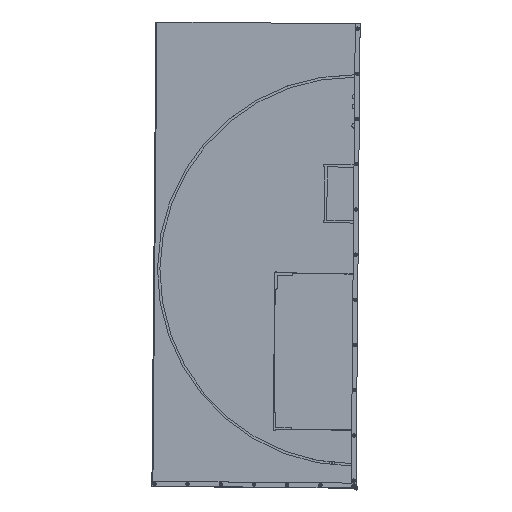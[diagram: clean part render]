
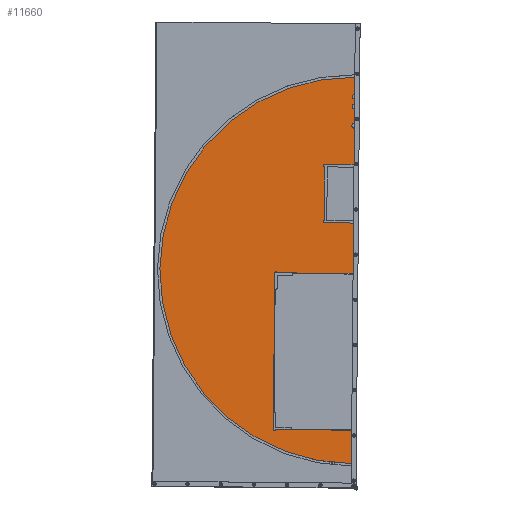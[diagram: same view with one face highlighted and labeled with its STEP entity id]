
A CAD part, top view. The second image highlights one B-rep face of the part: STEP entity #11660.
In plain terms, the highlighted planar face has unit normal (0, 0, 1).
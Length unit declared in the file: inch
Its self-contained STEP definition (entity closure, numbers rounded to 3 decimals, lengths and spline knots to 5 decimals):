
#1477=FACE_OUTER_BOUND('',#2307,.T.);
#2307=EDGE_LOOP('',(#10576,#10577,#10578,#10579,#10580,#10581,#10582,#10583,
#10584,#10585,#10586,#10587,#10588,#10589,#10590,#10591,#10592,#10593,#10594,
#10595));
#2772=CIRCLE('',#13150,0.5);
#2774=CIRCLE('',#13154,0.25);
#2776=CIRCLE('',#13159,0.25);
#2778=CIRCLE('',#13162,0.5);
#2780=CIRCLE('',#13165,39.75);
#2782=CIRCLE('',#13168,0.5);
#2784=CIRCLE('',#13172,0.25);
#2786=CIRCLE('',#13176,0.25);
#3706=LINE('',#23292,#4712);
#3711=LINE('',#23306,#4717);
#3714=LINE('',#23313,#4720);
#3724=LINE('',#23352,#4730);
#3729=LINE('',#23366,#4735);
#3733=LINE('',#23378,#4739);
#3742=LINE('',#23390,#4748);
#3743=LINE('',#23392,#4749);
#3744=LINE('',#23394,#4750);
#3745=LINE('',#23396,#4751);
#3746=LINE('',#23398,#4752);
#3747=LINE('',#23400,#4753);
#4712=VECTOR('',#16520,0.3937);
#4717=VECTOR('',#16533,0.3937);
#4720=VECTOR('',#16538,0.3937);
#4730=VECTOR('',#16574,0.3937);
#4735=VECTOR('',#16587,0.3937);
#4739=VECTOR('',#16599,0.3937);
#4748=VECTOR('',#16612,0.3937);
#4749=VECTOR('',#16615,0.3937);
#4750=VECTOR('',#16618,0.3937);
#4751=VECTOR('',#16621,0.3937);
#4752=VECTOR('',#16624,0.3937);
#4753=VECTOR('',#16627,0.3937);
#5802=VERTEX_POINT('',#23281);
#5803=VERTEX_POINT('',#23282);
#5806=VERTEX_POINT('',#23290);
#5807=VERTEX_POINT('',#23291);
#5810=VERTEX_POINT('',#23299);
#5812=VERTEX_POINT('',#23305);
#5814=VERTEX_POINT('',#23311);
#5815=VERTEX_POINT('',#23312);
#5818=VERTEX_POINT('',#23323);
#5819=VERTEX_POINT('',#23324);
#5822=VERTEX_POINT('',#23332);
#5823=VERTEX_POINT('',#23333);
#5826=VERTEX_POINT('',#23341);
#5827=VERTEX_POINT('',#23342);
#5830=VERTEX_POINT('',#23350);
#5831=VERTEX_POINT('',#23351);
#5834=VERTEX_POINT('',#23359);
#5836=VERTEX_POINT('',#23365);
#5838=VERTEX_POINT('',#23371);
#5840=VERTEX_POINT('',#23377);
#7374=EDGE_CURVE('',#5802,#5803,#2772,.T.);
#7378=EDGE_CURVE('',#5806,#5807,#3706,.T.);
#7382=EDGE_CURVE('',#5810,#5806,#2774,.T.);
#7385=EDGE_CURVE('',#5812,#5810,#3711,.T.);
#7388=EDGE_CURVE('',#5814,#5815,#3714,.T.);
#7392=EDGE_CURVE('',#5807,#5814,#2776,.T.);
#7394=EDGE_CURVE('',#5818,#5819,#2778,.T.);
#7398=EDGE_CURVE('',#5822,#5823,#2780,.T.);
#7402=EDGE_CURVE('',#5826,#5827,#2782,.T.);
#7406=EDGE_CURVE('',#5830,#5831,#3724,.T.);
#7410=EDGE_CURVE('',#5834,#5830,#2784,.T.);
#7413=EDGE_CURVE('',#5836,#5834,#3729,.T.);
#7416=EDGE_CURVE('',#5838,#5836,#2786,.T.);
#7419=EDGE_CURVE('',#5840,#5838,#3733,.T.);
#7428=EDGE_CURVE('',#5823,#5840,#3742,.T.);
#7429=EDGE_CURVE('',#5827,#5818,#3743,.T.);
#7430=EDGE_CURVE('',#5815,#5826,#3744,.T.);
#7431=EDGE_CURVE('',#5831,#5812,#3745,.T.);
#7432=EDGE_CURVE('',#5819,#5802,#3746,.T.);
#7433=EDGE_CURVE('',#5803,#5822,#3747,.T.);
#10576=ORIENTED_EDGE('',*,*,#7374,.T.);
#10577=ORIENTED_EDGE('',*,*,#7433,.T.);
#10578=ORIENTED_EDGE('',*,*,#7398,.T.);
#10579=ORIENTED_EDGE('',*,*,#7428,.T.);
#10580=ORIENTED_EDGE('',*,*,#7419,.T.);
#10581=ORIENTED_EDGE('',*,*,#7416,.T.);
#10582=ORIENTED_EDGE('',*,*,#7413,.T.);
#10583=ORIENTED_EDGE('',*,*,#7410,.T.);
#10584=ORIENTED_EDGE('',*,*,#7406,.T.);
#10585=ORIENTED_EDGE('',*,*,#7431,.T.);
#10586=ORIENTED_EDGE('',*,*,#7385,.T.);
#10587=ORIENTED_EDGE('',*,*,#7382,.T.);
#10588=ORIENTED_EDGE('',*,*,#7378,.T.);
#10589=ORIENTED_EDGE('',*,*,#7392,.T.);
#10590=ORIENTED_EDGE('',*,*,#7388,.T.);
#10591=ORIENTED_EDGE('',*,*,#7430,.T.);
#10592=ORIENTED_EDGE('',*,*,#7402,.T.);
#10593=ORIENTED_EDGE('',*,*,#7429,.T.);
#10594=ORIENTED_EDGE('',*,*,#7394,.T.);
#10595=ORIENTED_EDGE('',*,*,#7432,.T.);
#11033=PLANE('',#13186);
#11660=ADVANCED_FACE('',(#1477),#11033,.T.);
#13150=AXIS2_PLACEMENT_3D('',#23283,#16512,#16513);
#13154=AXIS2_PLACEMENT_3D('',#23300,#16526,#16527);
#13159=AXIS2_PLACEMENT_3D('',#23320,#16544,#16545);
#13162=AXIS2_PLACEMENT_3D('',#23325,#16550,#16551);
#13165=AXIS2_PLACEMENT_3D('',#23334,#16558,#16559);
#13168=AXIS2_PLACEMENT_3D('',#23343,#16566,#16567);
#13172=AXIS2_PLACEMENT_3D('',#23360,#16580,#16581);
#13176=AXIS2_PLACEMENT_3D('',#23372,#16592,#16593);
#13186=AXIS2_PLACEMENT_3D('',#23401,#16628,#16629);
#16512=DIRECTION('center_axis',(0.,0.,-1.));
#16513=DIRECTION('ref_axis',(-1.,0.,0.));
#16520=DIRECTION('',(0.,1.,0.));
#16526=DIRECTION('center_axis',(0.,0.,-1.));
#16527=DIRECTION('ref_axis',(0.,1.,0.));
#16533=DIRECTION('',(-1.,0.,0.));
#16538=DIRECTION('',(1.,0.,0.));
#16544=DIRECTION('center_axis',(0.,0.,-1.));
#16545=DIRECTION('ref_axis',(0.,1.,0.));
#16550=DIRECTION('center_axis',(0.,0.,-1.));
#16551=DIRECTION('ref_axis',(-1.,0.,0.));
#16558=DIRECTION('center_axis',(0.,0.,1.));
#16559=DIRECTION('ref_axis',(0.,1.,0.));
#16566=DIRECTION('center_axis',(0.,0.,-1.));
#16567=DIRECTION('ref_axis',(-1.,0.,0.));
#16574=DIRECTION('',(1.,0.,0.));
#16580=DIRECTION('center_axis',(0.,0.,-1.));
#16581=DIRECTION('ref_axis',(1.,0.,0.));
#16587=DIRECTION('',(0.,1.,0.));
#16592=DIRECTION('center_axis',(0.,0.,-1.));
#16593=DIRECTION('ref_axis',(-1.,0.,0.));
#16599=DIRECTION('',(-1.,0.,0.));
#16612=DIRECTION('',(0.,1.,0.));
#16615=DIRECTION('',(0.,1.,0.));
#16618=DIRECTION('',(0.,1.,0.));
#16621=DIRECTION('',(0.,1.,0.));
#16624=DIRECTION('',(0.,1.,0.));
#16627=DIRECTION('',(0.,1.,0.));
#16628=DIRECTION('center_axis',(0.,0.,1.));
#16629=DIRECTION('ref_axis',(-1.,0.,0.));
#23281=CARTESIAN_POINT('',(40.7375,79.,1.5));
#23282=CARTESIAN_POINT('',(40.7375,80.,1.5));
#23283=CARTESIAN_POINT('Origin',(40.7375,79.5,1.5));
#23290=CARTESIAN_POINT('',(34.7375,54.,1.5));
#23291=CARTESIAN_POINT('',(34.7375,65.,1.5));
#23292=CARTESIAN_POINT('',(34.7375,50.625,1.5));
#23299=CARTESIAN_POINT('',(34.7375,53.5,1.5));
#23300=CARTESIAN_POINT('Origin',(34.7375,53.75,1.5));
#23305=CARTESIAN_POINT('',(40.7375,53.5,1.5));
#23306=CARTESIAN_POINT('',(30.5375,53.5,1.5));
#23311=CARTESIAN_POINT('',(34.7375,65.5,1.5));
#23312=CARTESIAN_POINT('',(40.7375,65.5,1.5));
#23313=CARTESIAN_POINT('',(27.5375,65.5,1.5));
#23320=CARTESIAN_POINT('Origin',(34.7375,65.25,1.5));
#23323=CARTESIAN_POINT('',(40.7375,77.,1.5));
#23324=CARTESIAN_POINT('',(40.7375,78.,1.5));
#23325=CARTESIAN_POINT('Origin',(40.7375,77.5,1.5));
#23332=CARTESIAN_POINT('',(40.7375,83.5,1.5));
#23333=CARTESIAN_POINT('',(40.7375,4.,1.5));
#23334=CARTESIAN_POINT('Origin',(40.7375,43.75,1.5));
#23341=CARTESIAN_POINT('',(40.7375,73.,1.5));
#23342=CARTESIAN_POINT('',(40.7375,74.,1.5));
#23343=CARTESIAN_POINT('Origin',(40.7375,73.5,1.5));
#23350=CARTESIAN_POINT('',(25.11939,43.11811,1.5));
#23351=CARTESIAN_POINT('',(40.7375,43.11811,1.5));
#23352=CARTESIAN_POINT('',(22.72844,43.11811,1.5));
#23359=CARTESIAN_POINT('',(24.61939,43.11811,1.5));
#23360=CARTESIAN_POINT('Origin',(24.86939,43.11811,1.5));
#23365=CARTESIAN_POINT('',(24.61939,10.88189,1.5));
#23366=CARTESIAN_POINT('',(24.61939,29.06594,1.5));
#23371=CARTESIAN_POINT('',(25.11939,10.88189,1.5));
#23372=CARTESIAN_POINT('Origin',(24.86939,10.88189,1.5));
#23377=CARTESIAN_POINT('',(40.7375,10.88189,1.5));
#23378=CARTESIAN_POINT('',(30.5375,10.88189,1.5));
#23390=CARTESIAN_POINT('',(40.7375,0.,1.5));
#23392=CARTESIAN_POINT('',(40.7375,0.,1.5));
#23394=CARTESIAN_POINT('',(40.7375,0.,1.5));
#23396=CARTESIAN_POINT('',(40.7375,0.,1.5));
#23398=CARTESIAN_POINT('',(40.7375,0.,1.5));
#23400=CARTESIAN_POINT('',(40.7375,0.,1.5));
#23401=CARTESIAN_POINT('Origin',(20.3375,47.25,1.5));
